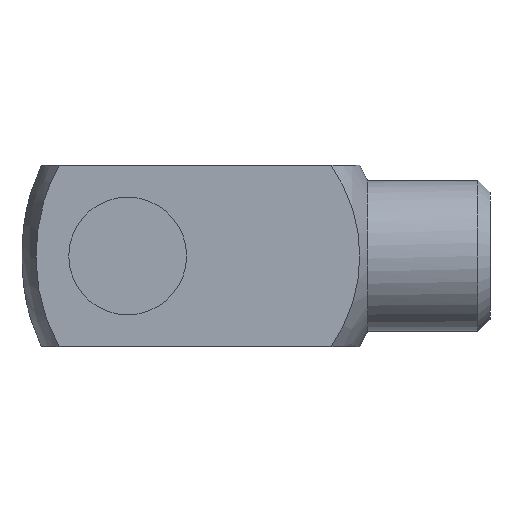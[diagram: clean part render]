
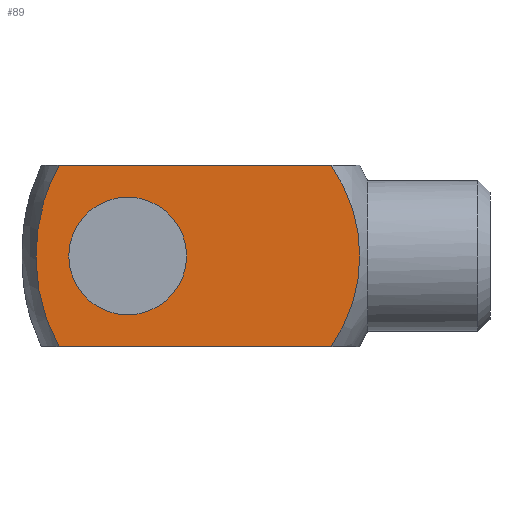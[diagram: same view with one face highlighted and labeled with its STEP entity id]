
A CAD part, front view. The second image highlights one B-rep face of the part: STEP entity #89.
In plain terms, the highlighted planar face has unit normal (0, -1, 0).
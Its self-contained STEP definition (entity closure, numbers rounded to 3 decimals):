
#89 = ADVANCED_FACE( '', ( #212, #213 ), #214, .T. );
#212 = FACE_BOUND( '', #379, .T. );
#213 = FACE_OUTER_BOUND( '', #380, .T. );
#214 = PLANE( '', #381 );
#379 = EDGE_LOOP( '', ( #637 ) );
#380 = EDGE_LOOP( '', ( #638, #639, #640, #641 ) );
#381 = AXIS2_PLACEMENT_3D( '', #642, #643, #644 );
#637 = ORIENTED_EDGE( '', *, *, #1041, .F. );
#638 = ORIENTED_EDGE( '', *, *, #1042, .F. );
#639 = ORIENTED_EDGE( '', *, *, #1043, .T. );
#640 = ORIENTED_EDGE( '', *, *, #1044, .F. );
#641 = ORIENTED_EDGE( '', *, *, #1045, .T. );
#642 = CARTESIAN_POINT( '', ( 48., -12., 36. ) );
#643 = DIRECTION( '', ( 0., -1., 0. ) );
#644 = DIRECTION( '', ( 0., 0., -1. ) );
#1041 = EDGE_CURVE( '', #1253, #1253, #1254, .T. );
#1042 = EDGE_CURVE( '', #1255, #1256, #1257, .F. );
#1043 = EDGE_CURVE( '', #1255, #1258, #1259, .T. );
#1044 = EDGE_CURVE( '', #1260, #1258, #1261, .T. );
#1045 = EDGE_CURVE( '', #1260, #1256, #1262, .T. );
#1253 = VERTEX_POINT( '', #1546 );
#1254 = CIRCLE( '', #1547, 7.8 );
#1255 = VERTEX_POINT( '', #1548 );
#1256 = VERTEX_POINT( '', #1549 );
#1257 = CIRCLE( '', #1550, 20.785 );
#1258 = VERTEX_POINT( '', #1551 );
#1259 = LINE( '', #1552, #1553 );
#1260 = VERTEX_POINT( '', #1554 );
#1261 = B_SPLINE_CURVE_WITH_KNOTS( '', 3, ( #1555, #1556, #1557, #1558, #1559, #1560, #1561, #1562, #1563, #1564, #1565, #1566, #1567, #1568, #1569, #1570, #1571, #1572, #1573, #1574, #1575, #1576 ), .UNSPECIFIED., .F., .F., ( 4, 2, 2, 2, 2, 2, 2, 2, 2, 2, 4 ), ( 0.128, 0.13, 0.131, 0.134, 0.137, 0.14, 0.144, 0.147, 0.148, 0.15, 0.153 ), .UNSPECIFIED. );
#1262 = LINE( '', #1577, #1578 );
#1546 = CARTESIAN_POINT( '', ( 0., -12., -7.8 ) );
#1547 = AXIS2_PLACEMENT_3D( '', #1998, #1999, #2000 );
#1548 = CARTESIAN_POINT( '', ( 26.931, -12., 12. ) );
#1549 = CARTESIAN_POINT( '', ( 26.931, -12., -12. ) );
#1550 = AXIS2_PLACEMENT_3D( '', #2001, #2002, #2003 );
#1551 = CARTESIAN_POINT( '', ( -9.086, -12., 12. ) );
#1552 = CARTESIAN_POINT( '', ( 48., -12., 12. ) );
#1553 = VECTOR( '', #2004, 1000. );
#1554 = CARTESIAN_POINT( '', ( -9.086, -12., -12. ) );
#1555 = CARTESIAN_POINT( '', ( -9.086, -12., -12. ) );
#1556 = CARTESIAN_POINT( '', ( -9.344, -12., -11.543 ) );
#1557 = CARTESIAN_POINT( '', ( -9.588, -12., -11.075 ) );
#1558 = CARTESIAN_POINT( '', ( -10.038, -12., -10.131 ) );
#1559 = CARTESIAN_POINT( '', ( -10.246, -12., -9.652 ) );
#1560 = CARTESIAN_POINT( '', ( -10.821, -12., -8.201 ) );
#1561 = CARTESIAN_POINT( '', ( -11.139, -12., -7.211 ) );
#1562 = CARTESIAN_POINT( '', ( -11.647, -12., -5.187 ) );
#1563 = CARTESIAN_POINT( '', ( -11.838, -12., -4.148 ) );
#1564 = CARTESIAN_POINT( '', ( -12.089, -12., -2.066 ) );
#1565 = CARTESIAN_POINT( '', ( -12.151, -12., -1.018 ) );
#1566 = CARTESIAN_POINT( '', ( -12.148, -12., 1.083 ) );
#1567 = CARTESIAN_POINT( '', ( -12.084, -12., 2.123 ) );
#1568 = CARTESIAN_POINT( '', ( -11.832, -12., 4.182 ) );
#1569 = CARTESIAN_POINT( '', ( -11.644, -12., 5.201 ) );
#1570 = CARTESIAN_POINT( '', ( -11.264, -12., 6.712 ) );
#1571 = CARTESIAN_POINT( '', ( -11.121, -12., 7.213 ) );
#1572 = CARTESIAN_POINT( '', ( -10.8, -12., 8.21 ) );
#1573 = CARTESIAN_POINT( '', ( -10.622, -12., 8.706 ) );
#1574 = CARTESIAN_POINT( '', ( -10.042, -12., 10.164 ) );
#1575 = CARTESIAN_POINT( '', ( -9.595, -12., 11.1 ) );
#1576 = CARTESIAN_POINT( '', ( -9.086, -12., 12. ) );
#1577 = CARTESIAN_POINT( '', ( 48., -12., -12. ) );
#1578 = VECTOR( '', #2005, 1000. );
#1998 = CARTESIAN_POINT( '', ( 0., -12., 0. ) );
#1999 = DIRECTION( '', ( 0., -1., 0. ) );
#2000 = DIRECTION( '', ( 0., 0., -1. ) );
#2001 = CARTESIAN_POINT( '', ( 9.96, -12., 0. ) );
#2002 = DIRECTION( '', ( 0., -1., 0. ) );
#2003 = DIRECTION( '', ( 0., 0., -1. ) );
#2004 = DIRECTION( '', ( -1., 0., 0. ) );
#2005 = DIRECTION( '', ( 1., 0., 0. ) );
